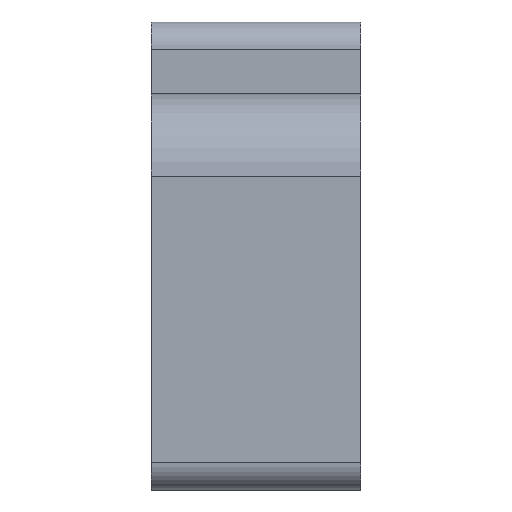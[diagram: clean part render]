
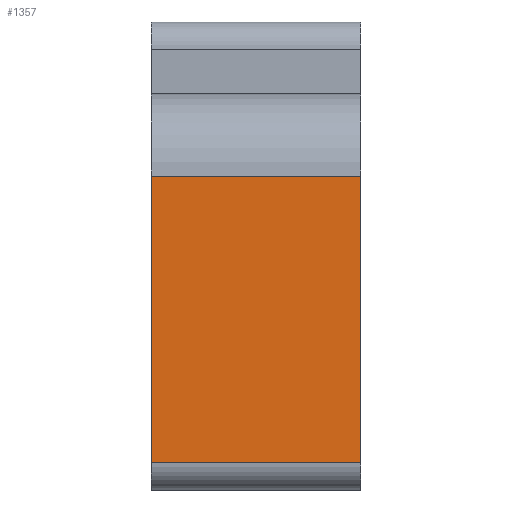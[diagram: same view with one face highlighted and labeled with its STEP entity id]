
A CAD part, front view. The second image highlights one B-rep face of the part: STEP entity #1357.
In plain terms, the highlighted planar face has unit normal (0, -1, 0).
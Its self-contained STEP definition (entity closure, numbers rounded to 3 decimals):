
#91 = PLANE('',#92);
#92 = AXIS2_PLACEMENT_3D('',#93,#94,#95);
#93 = CARTESIAN_POINT('',(19.,15.864,-1.33));
#94 = DIRECTION('',(1.,0.,0.));
#95 = DIRECTION('',(0.,0.,1.));
#146 = PLANE('',#147);
#147 = AXIS2_PLACEMENT_3D('',#148,#149,#150);
#148 = CARTESIAN_POINT('',(0.,15.864,
    -1.33));
#149 = DIRECTION('',(1.,0.,0.));
#150 = DIRECTION('',(0.,0.,1.));
#368 = VERTEX_POINT('',#369);
#369 = CARTESIAN_POINT('',(0.,-21.25,6.));
#384 = CYLINDRICAL_SURFACE('',#385,7.5);
#385 = AXIS2_PLACEMENT_3D('',#386,#387,#388);
#386 = CARTESIAN_POINT('',(0.,-13.75,6.));
#387 = DIRECTION('',(-1.,0.,0.));
#388 = DIRECTION('',(0.,1.,0.));
#396 = EDGE_CURVE('',#368,#397,#399,.T.);
#397 = VERTEX_POINT('',#398);
#398 = CARTESIAN_POINT('',(0.,-21.25,-20.));
#399 = SURFACE_CURVE('',#400,(#404,#411),.PCURVE_S1.);
#400 = LINE('',#401,#402);
#401 = CARTESIAN_POINT('',(0.,-21.25,6.));
#402 = VECTOR('',#403,1.);
#403 = DIRECTION('',(0.,0.,-1.));
#404 = PCURVE('',#146,#405);
#405 = DEFINITIONAL_REPRESENTATION('',(#406),#410);
#406 = LINE('',#407,#408);
#407 = CARTESIAN_POINT('',(7.33,37.114));
#408 = VECTOR('',#409,1.);
#409 = DIRECTION('',(-1.,0.));
#410 = ( GEOMETRIC_REPRESENTATION_CONTEXT(2) 
PARAMETRIC_REPRESENTATION_CONTEXT() REPRESENTATION_CONTEXT('2D SPACE',''
  ) );
#411 = PCURVE('',#412,#417);
#412 = PLANE('',#413);
#413 = AXIS2_PLACEMENT_3D('',#414,#415,#416);
#414 = CARTESIAN_POINT('',(0.,-21.25,6.));
#415 = DIRECTION('',(0.,1.,0.));
#416 = DIRECTION('',(0.,0.,-1.));
#417 = DEFINITIONAL_REPRESENTATION('',(#418),#422);
#418 = LINE('',#419,#420);
#419 = CARTESIAN_POINT('',(0.,0.));
#420 = VECTOR('',#421,1.);
#421 = DIRECTION('',(1.,0.));
#422 = ( GEOMETRIC_REPRESENTATION_CONTEXT(2) 
PARAMETRIC_REPRESENTATION_CONTEXT() REPRESENTATION_CONTEXT('2D SPACE',''
  ) );
#441 = CYLINDRICAL_SURFACE('',#442,2.5);
#442 = AXIS2_PLACEMENT_3D('',#443,#444,#445);
#443 = CARTESIAN_POINT('',(0.,-18.75,-20.));
#444 = DIRECTION('',(-1.,0.,0.));
#445 = DIRECTION('',(0.,1.,0.));
#873 = VERTEX_POINT('',#874);
#874 = CARTESIAN_POINT('',(19.,-21.25,6.));
#896 = EDGE_CURVE('',#873,#897,#899,.T.);
#897 = VERTEX_POINT('',#898);
#898 = CARTESIAN_POINT('',(19.,-21.25,-20.));
#899 = SURFACE_CURVE('',#900,(#904,#911),.PCURVE_S1.);
#900 = LINE('',#901,#902);
#901 = CARTESIAN_POINT('',(19.,-21.25,6.));
#902 = VECTOR('',#903,1.);
#903 = DIRECTION('',(0.,0.,-1.));
#904 = PCURVE('',#91,#905);
#905 = DEFINITIONAL_REPRESENTATION('',(#906),#910);
#906 = LINE('',#907,#908);
#907 = CARTESIAN_POINT('',(7.33,37.114));
#908 = VECTOR('',#909,1.);
#909 = DIRECTION('',(-1.,0.));
#910 = ( GEOMETRIC_REPRESENTATION_CONTEXT(2) 
PARAMETRIC_REPRESENTATION_CONTEXT() REPRESENTATION_CONTEXT('2D SPACE',''
  ) );
#911 = PCURVE('',#412,#912);
#912 = DEFINITIONAL_REPRESENTATION('',(#913),#917);
#913 = LINE('',#914,#915);
#914 = CARTESIAN_POINT('',(0.,-19.));
#915 = VECTOR('',#916,1.);
#916 = DIRECTION('',(1.,0.));
#917 = ( GEOMETRIC_REPRESENTATION_CONTEXT(2) 
PARAMETRIC_REPRESENTATION_CONTEXT() REPRESENTATION_CONTEXT('2D SPACE',''
  ) );
#1336 = EDGE_CURVE('',#368,#873,#1337,.T.);
#1337 = SURFACE_CURVE('',#1338,(#1342,#1349),.PCURVE_S1.);
#1338 = LINE('',#1339,#1340);
#1339 = CARTESIAN_POINT('',(0.,-21.25,6.));
#1340 = VECTOR('',#1341,1.);
#1341 = DIRECTION('',(1.,0.,0.));
#1342 = PCURVE('',#384,#1343);
#1343 = DEFINITIONAL_REPRESENTATION('',(#1344),#1348);
#1344 = LINE('',#1345,#1346);
#1345 = CARTESIAN_POINT('',(-3.142,0.));
#1346 = VECTOR('',#1347,1.);
#1347 = DIRECTION('',(-0.,-1.));
#1348 = ( GEOMETRIC_REPRESENTATION_CONTEXT(2) 
PARAMETRIC_REPRESENTATION_CONTEXT() REPRESENTATION_CONTEXT('2D SPACE',''
  ) );
#1349 = PCURVE('',#412,#1350);
#1350 = DEFINITIONAL_REPRESENTATION('',(#1351),#1355);
#1351 = LINE('',#1352,#1353);
#1352 = CARTESIAN_POINT('',(0.,0.));
#1353 = VECTOR('',#1354,1.);
#1354 = DIRECTION('',(0.,-1.));
#1355 = ( GEOMETRIC_REPRESENTATION_CONTEXT(2) 
PARAMETRIC_REPRESENTATION_CONTEXT() REPRESENTATION_CONTEXT('2D SPACE',''
  ) );
#1357 = ADVANCED_FACE('',(#1358),#412,.F.);
#1358 = FACE_BOUND('',#1359,.F.);
#1359 = EDGE_LOOP('',(#1360,#1361,#1362,#1383));
#1360 = ORIENTED_EDGE('',*,*,#1336,.T.);
#1361 = ORIENTED_EDGE('',*,*,#896,.T.);
#1362 = ORIENTED_EDGE('',*,*,#1363,.F.);
#1363 = EDGE_CURVE('',#397,#897,#1364,.T.);
#1364 = SURFACE_CURVE('',#1365,(#1369,#1376),.PCURVE_S1.);
#1365 = LINE('',#1366,#1367);
#1366 = CARTESIAN_POINT('',(0.,-21.25,-20.));
#1367 = VECTOR('',#1368,1.);
#1368 = DIRECTION('',(1.,0.,0.));
#1369 = PCURVE('',#412,#1370);
#1370 = DEFINITIONAL_REPRESENTATION('',(#1371),#1375);
#1371 = LINE('',#1372,#1373);
#1372 = CARTESIAN_POINT('',(26.,0.));
#1373 = VECTOR('',#1374,1.);
#1374 = DIRECTION('',(0.,-1.));
#1375 = ( GEOMETRIC_REPRESENTATION_CONTEXT(2) 
PARAMETRIC_REPRESENTATION_CONTEXT() REPRESENTATION_CONTEXT('2D SPACE',''
  ) );
#1376 = PCURVE('',#441,#1377);
#1377 = DEFINITIONAL_REPRESENTATION('',(#1378),#1382);
#1378 = LINE('',#1379,#1380);
#1379 = CARTESIAN_POINT('',(-3.142,0.));
#1380 = VECTOR('',#1381,1.);
#1381 = DIRECTION('',(-0.,-1.));
#1382 = ( GEOMETRIC_REPRESENTATION_CONTEXT(2) 
PARAMETRIC_REPRESENTATION_CONTEXT() REPRESENTATION_CONTEXT('2D SPACE',''
  ) );
#1383 = ORIENTED_EDGE('',*,*,#396,.F.);
